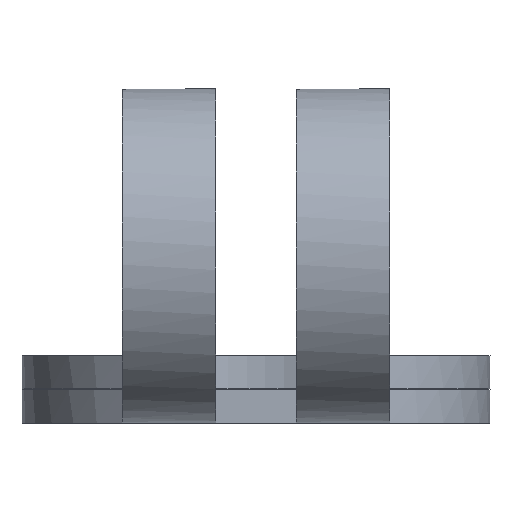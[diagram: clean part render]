
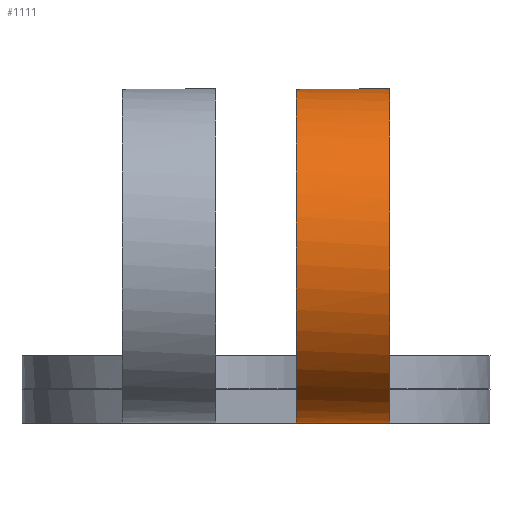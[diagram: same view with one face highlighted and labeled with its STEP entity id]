
A CAD part, left-side view. The second image highlights one B-rep face of the part: STEP entity #1111.
In plain terms, the highlighted free-form (B-spline) face has degree [1, 2] with [2, 7] control points.
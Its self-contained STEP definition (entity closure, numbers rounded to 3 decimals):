
#359=CARTESIAN_POINT('',(0.4,-0.6,-2.5));
#360=VERTEX_POINT('',#359);
#380=CARTESIAN_POINT('',(2.875,-0.6,-0.35));
#381=VERTEX_POINT('',#380);
#382=CARTESIAN_POINT('',(2.875,-0.6,-0.35));
#383=CARTESIAN_POINT('',(3.118,-0.6,1.368));
#384=CARTESIAN_POINT('',(1.594,-0.6,2.196));
#385=CARTESIAN_POINT('',(0.07,-0.6,3.025));
#386=CARTESIAN_POINT('',(-1.239,-0.6,1.887));
#387=CARTESIAN_POINT('',(-2.549,-0.6,0.75));
#388=CARTESIAN_POINT('',(-1.942,-0.6,-0.875));
#389=CARTESIAN_POINT('',(-1.335,-0.6,-2.5));
#390=CARTESIAN_POINT('',(0.4,-0.6,-2.5));
#398=(BOUNDED_CURVE()B_SPLINE_CURVE(2,(#382,#383,#384,#385,#386,#387,#388,#389,#390),.UNSPECIFIED.,.F.,.U.)B_SPLINE_CURVE_WITH_KNOTS((3,2,2,2,3),(0.0,0.25,0.5,0.75,1.0),.UNSPECIFIED.)CURVE()GEOMETRIC_REPRESENTATION_ITEM()RATIONAL_B_SPLINE_CURVE((1.0,0.822,1.0,0.822,1.0,0.822,1.0,0.822,1.0))REPRESENTATION_ITEM(''));
#399=EDGE_CURVE('',#381,#360,#398,.T.);
#569=CARTESIAN_POINT('',(2.875,-2.,-0.35));
#570=VERTEX_POINT('',#569);
#571=CARTESIAN_POINT('',(2.875,-0.6,-0.35));
#572=CARTESIAN_POINT('',(2.875,-2.,-0.35));
#573=QUASI_UNIFORM_CURVE('',1,(#571,#572),.UNSPECIFIED.,.F.,.U.);
#574=EDGE_CURVE('',#381,#570,#573,.T.);
#600=CARTESIAN_POINT('',(0.4,-2.,-2.5));
#601=VERTEX_POINT('',#600);
#602=CARTESIAN_POINT('',(0.4,-2.,-2.5));
#603=CARTESIAN_POINT('',(-1.335,-2.,-2.5));
#604=CARTESIAN_POINT('',(-1.942,-2.,-0.875));
#605=CARTESIAN_POINT('',(-2.549,-2.,0.75));
#606=CARTESIAN_POINT('',(-1.239,-2.,1.887));
#607=CARTESIAN_POINT('',(0.07,-2.,3.025));
#608=CARTESIAN_POINT('',(1.594,-2.,2.196));
#609=CARTESIAN_POINT('',(3.118,-2.,1.368));
#610=CARTESIAN_POINT('',(2.875,-2.,-0.35));
#618=(BOUNDED_CURVE()B_SPLINE_CURVE(2,(#602,#603,#604,#605,#606,#607,#608,#609,#610),.UNSPECIFIED.,.F.,.U.)B_SPLINE_CURVE_WITH_KNOTS((3,2,2,2,3),(0.0,0.25,0.5,0.75,1.0),.UNSPECIFIED.)CURVE()GEOMETRIC_REPRESENTATION_ITEM()RATIONAL_B_SPLINE_CURVE((1.0,0.822,1.0,0.822,1.0,0.822,1.0,0.822,1.0))REPRESENTATION_ITEM(''));
#619=EDGE_CURVE('',#601,#570,#618,.T.);
#1000=CARTESIAN_POINT('',(0.4,-0.6,-2.5));
#1001=CARTESIAN_POINT('',(0.4,-2.,-2.5));
#1002=QUASI_UNIFORM_CURVE('',1,(#1000,#1001),.UNSPECIFIED.,.F.,.U.);
#1003=EDGE_CURVE('',#360,#601,#1002,.T.);
#1083=CARTESIAN_POINT('',(0.507,-0.565,-2.498));
#1084=CARTESIAN_POINT('',(0.507,-2.036,-2.498));
#1085=CARTESIAN_POINT('',(-2.219,-0.565,-2.614));
#1086=CARTESIAN_POINT('',(-2.219,-2.036,-2.614));
#1087=CARTESIAN_POINT('',(-2.098,-0.565,0.111));
#1088=CARTESIAN_POINT('',(-2.098,-2.036,0.111));
#1089=CARTESIAN_POINT('',(-1.976,-0.565,2.837));
#1090=CARTESIAN_POINT('',(-1.976,-2.036,2.837));
#1091=CARTESIAN_POINT('',(0.728,-0.565,2.478));
#1092=CARTESIAN_POINT('',(0.728,-2.036,2.478));
#1093=CARTESIAN_POINT('',(3.433,-0.565,2.12));
#1094=CARTESIAN_POINT('',(3.433,-2.036,2.12));
#1095=CARTESIAN_POINT('',(2.84,-0.565,-0.543));
#1096=CARTESIAN_POINT('',(2.84,-2.036,-0.543));
#1104=(BOUNDED_SURFACE()B_SPLINE_SURFACE(1,2,((#1083,#1085,#1087,#1089,#1091,#1093,#1095),(#1084,#1086,#1088,#1090,#1092,#1094,#1096)),.UNSPECIFIED.,.F.,.F.,.U.)B_SPLINE_SURFACE_WITH_KNOTS((2,2),(3,2,2,3),(0.0,1.0),(0.0,4.4,8.8,13.2),.UNSPECIFIED.)GEOMETRIC_REPRESENTATION_ITEM()RATIONAL_B_SPLINE_SURFACE(((1.0,0.676,1.0,0.676,1.0,0.676,1.0),(1.0,0.676,1.0,0.676,1.0,0.676,1.0)))REPRESENTATION_ITEM('')SURFACE());
#1105=ORIENTED_EDGE('',*,*,#574,.F.);
#1106=ORIENTED_EDGE('',*,*,#399,.T.);
#1107=ORIENTED_EDGE('',*,*,#1003,.T.);
#1108=ORIENTED_EDGE('',*,*,#619,.T.);
#1109=EDGE_LOOP('',(#1105,#1106,#1107,#1108));
#1110=FACE_OUTER_BOUND('',#1109,.T.);
#1111=ADVANCED_FACE('',(#1110),#1104,.T.);
